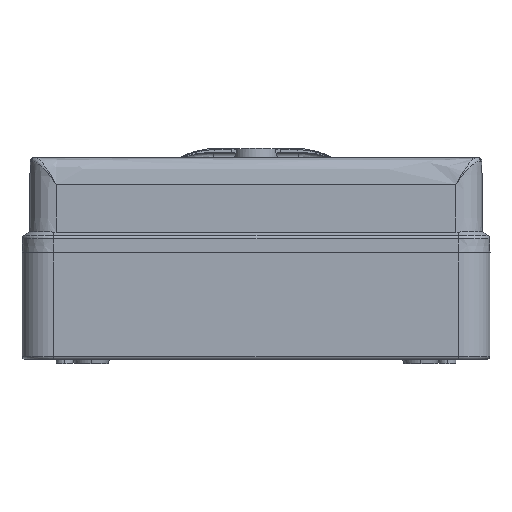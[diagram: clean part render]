
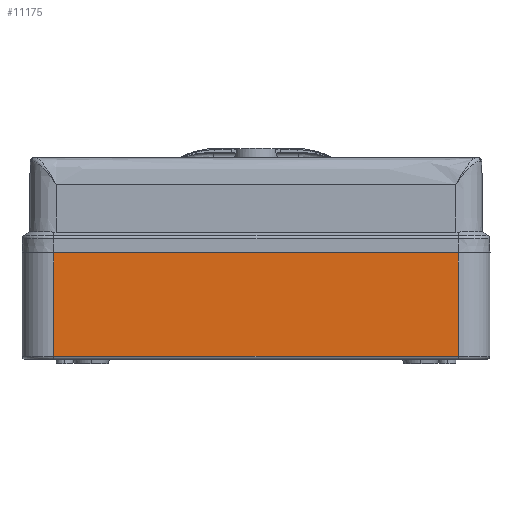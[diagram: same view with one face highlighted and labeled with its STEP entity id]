
A CAD part, left-side view. The second image highlights one B-rep face of the part: STEP entity #11175.
In plain terms, the highlighted planar face has unit normal (-1, 0, 0).
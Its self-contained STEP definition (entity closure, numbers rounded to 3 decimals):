
#2330=DIRECTION('',(0.,1.,0.));
#2331=VECTOR('',#2330,190.);
#2332=CARTESIAN_POINT('',(-230.,-95.,50.));
#2333=LINE('',#2332,#2331);
#2586=DIRECTION('',(0.,1.,0.));
#2587=VECTOR('',#2586,190.);
#2588=CARTESIAN_POINT('',(-230.,-95.,1.5));
#2589=LINE('',#2588,#2587);
#3463=DIRECTION('',(0.,0.,-1.));
#3464=VECTOR('',#3463,48.5);
#3465=CARTESIAN_POINT('',(-230.,95.,50.));
#3466=LINE('',#3465,#3464);
#3760=DIRECTION('',(0.,0.,-1.));
#3761=VECTOR('',#3760,48.5);
#3762=CARTESIAN_POINT('',(-230.,-95.,50.));
#3763=LINE('',#3762,#3761);
#6337=CARTESIAN_POINT('',(-230.,-95.,1.5));
#6338=VERTEX_POINT('',#6337);
#6381=CARTESIAN_POINT('',(-230.,-95.,50.));
#6382=VERTEX_POINT('',#6381);
#7191=CARTESIAN_POINT('',(-230.,95.,1.5));
#7192=VERTEX_POINT('',#7191);
#7235=CARTESIAN_POINT('',(-230.,95.,50.));
#7236=VERTEX_POINT('',#7235);
#11161=CARTESIAN_POINT('',(-230.,110.,0.));
#11162=DIRECTION('',(-1.,0.,0.));
#11163=DIRECTION('',(0.,-1.,0.));
#11164=AXIS2_PLACEMENT_3D('',#11161,#11162,#11163);
#11165=PLANE('',#11164);
#11167=ORIENTED_EDGE('',*,*,#11166,.T.);
#11169=ORIENTED_EDGE('',*,*,#11168,.F.);
#11170=ORIENTED_EDGE('',*,*,#10615,.F.);
#11172=ORIENTED_EDGE('',*,*,#11171,.T.);
#11173=EDGE_LOOP('',(#11167,#11169,#11170,#11172));
#11174=FACE_OUTER_BOUND('',#11173,.F.);
#11175=ADVANCED_FACE('',(#11174),#11165,.T.);
#10615=EDGE_CURVE('',#6382,#7236,#2333,.T.);
#11166=EDGE_CURVE('',#6338,#7192,#2589,.T.);
#11168=EDGE_CURVE('',#7236,#7192,#3466,.T.);
#11171=EDGE_CURVE('',#6382,#6338,#3763,.T.);
